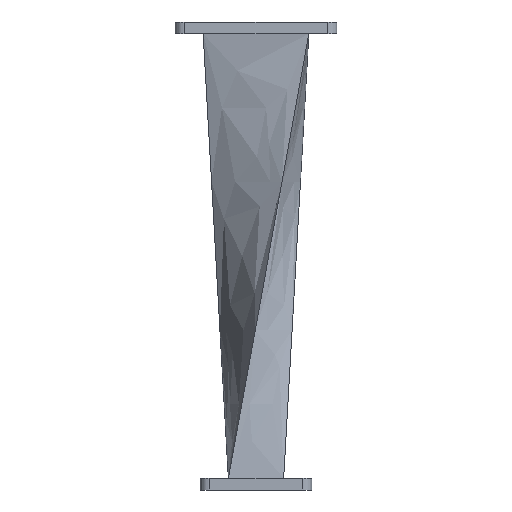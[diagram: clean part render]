
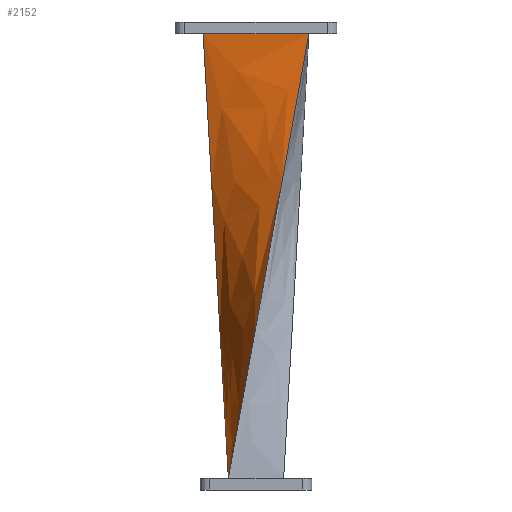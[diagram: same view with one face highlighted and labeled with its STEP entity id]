
A CAD part, front view. The second image highlights one B-rep face of the part: STEP entity #2152.
In plain terms, the highlighted free-form (B-spline) face has degree [3, 1] with [6, 4] control points.
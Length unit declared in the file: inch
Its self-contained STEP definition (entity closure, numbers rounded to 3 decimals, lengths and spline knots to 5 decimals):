
#5 = EDGE_CURVE ( 'NONE', #3518, #2031, #891, .T. ) ;
#9 = VECTOR ( 'NONE', #4075, 39.37008 ) ;
#38 = VERTEX_POINT ( 'NONE', #1411 ) ;
#41 = DIRECTION ( 'NONE',  ( 0., -1., 0. ) ) ;
#59 = EDGE_CURVE ( 'NONE', #3518, #638, #3788, .T. ) ;
#67 = CARTESIAN_POINT ( 'NONE',  ( -0.93, 1.78, -14.96063 ) ) ;
#86 = CARTESIAN_POINT ( 'NONE',  ( -0.93, 1.78, -14.96063 ) ) ;
#117 = EDGE_CURVE ( 'NONE', #638, #38, #1762, .T. ) ;
#118 = CARTESIAN_POINT ( 'NONE',  ( -0.92743, 1.20783, -15.11024 ) ) ;
#143 = CARTESIAN_POINT ( 'NONE',  ( -0.93337, 0.60857, -15.11024 ) ) ;
#210 = CARTESIAN_POINT ( 'NONE',  ( -1.78, -0.93, 0. ) ) ;
#214 = ORIENTED_EDGE ( 'NONE', *, *, #59, .T. ) ;
#402 = CARTESIAN_POINT ( 'NONE',  ( -0.9571, -1.7885, -15.11024 ) ) ;
#425 = CARTESIAN_POINT ( 'NONE',  ( -0.93, -1.18667, -14.96063 ) ) ;
#638 = VERTEX_POINT ( 'NONE', #67 ) ;
#732 = CARTESIAN_POINT ( 'NONE',  ( -0.93, -1.78, -14.96063 ) ) ;
#752 = CARTESIAN_POINT ( 'NONE',  ( 1.8071, -0.9215, 0.14961 ) ) ;
#891 = LINE ( 'NONE', #210, #2904 ) ;
#1017 = LINE ( 'NONE', #1702, #2657 ) ;
#1107 = FACE_OUTER_BOUND ( 'NONE', #3490, .T. ) ;
#1135 = CARTESIAN_POINT ( 'NONE',  ( -0.94523, -0.58997, -15.11024 ) ) ;
#1212 = ORIENTED_EDGE ( 'NONE', *, *, #2275, .F. ) ;
#1373 = CARTESIAN_POINT ( 'NONE',  ( 1.78, -0.93, 0. ) ) ;
#1411 = CARTESIAN_POINT ( 'NONE',  ( -0.93, -1.78, -14.96063 ) ) ;
#1487 = CARTESIAN_POINT ( 'NONE',  ( -1.78, -0.93, 0. ) ) ;
#1702 = CARTESIAN_POINT ( 'NONE',  ( 0.425, -1.355, -7.48031 ) ) ;
#1747 = CARTESIAN_POINT ( 'NONE',  ( -1.18923, -0.95117, 0.14961 ) ) ;
#1762 = LINE ( 'NONE', #86, #2119 ) ;
#1770 = CARTESIAN_POINT ( 'NONE',  ( -0.93, 1.78, -14.96063 ) ) ;
#1797 = CARTESIAN_POINT ( 'NONE',  ( -0.93, -0.59333, -14.96063 ) ) ;
#1819 = B_SPLINE_SURFACE_WITH_KNOTS ( 'NONE', 3, 1, ( 
 ( #752, #2811, #732, #402 ),
 ( #3469, #4155, #425, #3840 ),
 ( #2073, #2404, #1797, #1135 ),
 ( #3422, #2476, #2786, #143 ),
 ( #1747, #2450, #3089, #118 ),
 ( #3753, #1487, #1770, #4179 ) ),
 .UNSPECIFIED., .F., .F., .F.,
 ( 4, 2, 4 ),
 ( 2, 1, 1, 2 ),
 ( 0., 0.5, 1. ),
 ( -0.01, 0., 1., 1.01 ),
 .UNSPECIFIED. ) ;
#1984 = ORIENTED_EDGE ( 'NONE', *, *, #117, .T. ) ;
#2031 = VERTEX_POINT ( 'NONE', #1373 ) ;
#2067 = CARTESIAN_POINT ( 'NONE',  ( -1.355, 0.425, -7.48031 ) ) ;
#2073 = CARTESIAN_POINT ( 'NONE',  ( 0.60857, -0.93337, 0.14961 ) ) ;
#2095 = DIRECTION ( 'NONE',  ( -0.178, -0.056, -0.982 ) ) ;
#2119 = VECTOR ( 'NONE', #41, 39.37008 ) ;
#2152 = ADVANCED_FACE ( 'NONE', ( #1107 ), #1819, .T. ) ;
#2275 = EDGE_CURVE ( 'NONE', #2031, #38, #1017, .T. ) ;
#2363 = ORIENTED_EDGE ( 'NONE', *, *, #5, .F. ) ;
#2404 = CARTESIAN_POINT ( 'NONE',  ( 0.59333, -0.93, 0. ) ) ;
#2450 = CARTESIAN_POINT ( 'NONE',  ( -1.18667, -0.93, 0. ) ) ;
#2476 = CARTESIAN_POINT ( 'NONE',  ( -0.59333, -0.93, 0. ) ) ;
#2570 = DIRECTION ( 'NONE',  ( 1., 0., 0. ) ) ;
#2657 = VECTOR ( 'NONE', #2095, 39.37008 ) ;
#2786 = CARTESIAN_POINT ( 'NONE',  ( -0.93, 0.59333, -14.96063 ) ) ;
#2811 = CARTESIAN_POINT ( 'NONE',  ( 1.78, -0.93, 0. ) ) ;
#2904 = VECTOR ( 'NONE', #2570, 39.37008 ) ;
#3089 = CARTESIAN_POINT ( 'NONE',  ( -0.93, 1.18667, -14.96063 ) ) ;
#3234 = CARTESIAN_POINT ( 'NONE',  ( -1.78, -0.93, 0. ) ) ;
#3422 = CARTESIAN_POINT ( 'NONE',  ( -0.58997, -0.94523, 0.14961 ) ) ;
#3469 = CARTESIAN_POINT ( 'NONE',  ( 1.20783, -0.92743, 0.14961 ) ) ;
#3490 = EDGE_LOOP ( 'NONE', ( #2363, #214, #1984, #1212 ) ) ;
#3518 = VERTEX_POINT ( 'NONE', #3234 ) ;
#3753 = CARTESIAN_POINT ( 'NONE',  ( -1.7885, -0.9571, 0.14961 ) ) ;
#3788 = LINE ( 'NONE', #2067, #9 ) ;
#3840 = CARTESIAN_POINT ( 'NONE',  ( -0.95117, -1.18923, -15.11024 ) ) ;
#4075 = DIRECTION ( 'NONE',  ( 0.056, 0.178, -0.982 ) ) ;
#4155 = CARTESIAN_POINT ( 'NONE',  ( 1.18667, -0.93, 0. ) ) ;
#4179 = CARTESIAN_POINT ( 'NONE',  ( -0.9215, 1.8071, -15.11024 ) ) ;
